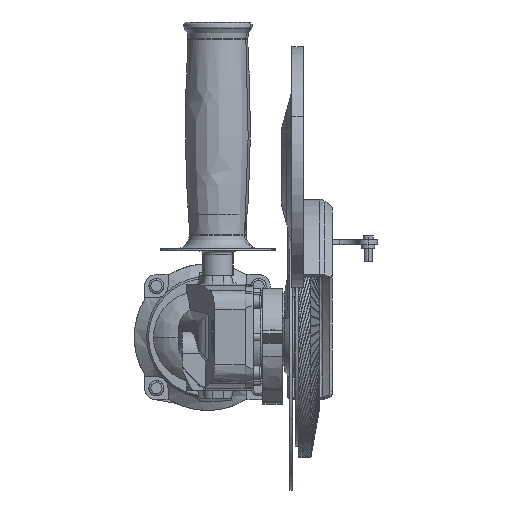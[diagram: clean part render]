
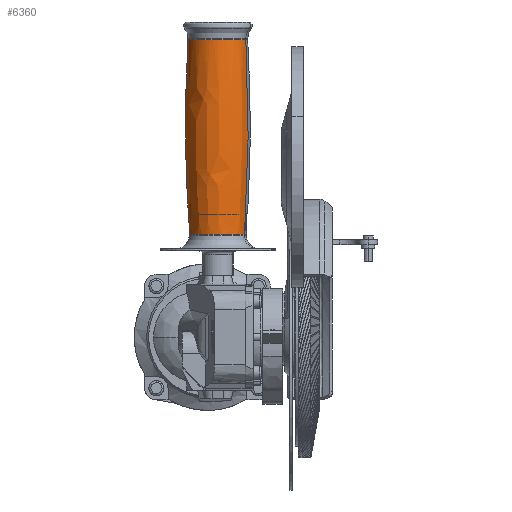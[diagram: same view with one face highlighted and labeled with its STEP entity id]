
A CAD part, left-side view. The second image highlights one B-rep face of the part: STEP entity #6360.
In plain terms, the highlighted free-form (B-spline) face has degree [2, 2] with [5, 3] control points.
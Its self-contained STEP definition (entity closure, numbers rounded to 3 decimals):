
#6196 = VERTEX_POINT('',#6197);
#6197 = CARTESIAN_POINT('',(-4.313,-11.712,
    45.046));
#6204 = VERTEX_POINT('',#6205);
#6205 = CARTESIAN_POINT('',(4.313,11.712,45.046
    ));
#6240 = EDGE_CURVE('',#6241,#6196,#6243,.T.);
#6241 = VERTEX_POINT('',#6242);
#6242 = CARTESIAN_POINT('',(-4.527,-12.293,
    130.51));
#6243 = ( BOUNDED_CURVE() B_SPLINE_CURVE(2,(#6244,#6245,#6246),
.UNSPECIFIED.,.F.,.F.) B_SPLINE_CURVE_WITH_KNOTS((3,3),(6.227,
6.354),.PIECEWISE_BEZIER_KNOTS.) CURVE() 
GEOMETRIC_REPRESENTATION_ITEM() RATIONAL_B_SPLINE_CURVE((1.,
0.998,1.)) REPRESENTATION_ITEM('') );
#6244 = CARTESIAN_POINT('',(-4.527,-12.293,
    130.51));
#6245 = CARTESIAN_POINT('',(-5.365,-14.569,
    87.758));
#6246 = CARTESIAN_POINT('',(-4.313,-11.712,
    45.046));
#6249 = VERTEX_POINT('',#6250);
#6250 = CARTESIAN_POINT('',(4.527,12.293,
    130.51));
#6258 = EDGE_CURVE('',#6249,#6204,#6259,.T.);
#6259 = ( BOUNDED_CURVE() B_SPLINE_CURVE(2,(#6260,#6261,#6262),
.UNSPECIFIED.,.F.,.F.) B_SPLINE_CURVE_WITH_KNOTS((3,3),(6.227,
6.354),.PIECEWISE_BEZIER_KNOTS.) CURVE() 
GEOMETRIC_REPRESENTATION_ITEM() RATIONAL_B_SPLINE_CURVE((1.,
0.998,1.)) REPRESENTATION_ITEM('') );
#6260 = CARTESIAN_POINT('',(4.527,12.293,
    130.51));
#6261 = CARTESIAN_POINT('',(5.365,14.569,
    87.758));
#6262 = CARTESIAN_POINT('',(4.313,11.712,
    45.046));
#6327 = EDGE_CURVE('',#6241,#6249,#6328,.T.);
#6328 = ( BOUNDED_CURVE() B_SPLINE_CURVE(2,(#6329,#6330,#6331,#6332,
#6333),.UNSPECIFIED.,.F.,.F.) B_SPLINE_CURVE_WITH_KNOTS((3,2,3),(0.,
1.571,3.142),.PIECEWISE_BEZIER_KNOTS.) CURVE() 
GEOMETRIC_REPRESENTATION_ITEM() RATIONAL_B_SPLINE_CURVE((1.,
0.707,1.,0.707,1.)) REPRESENTATION_ITEM('') );
#6329 = CARTESIAN_POINT('',(-4.527,-12.293,
    130.51));
#6330 = CARTESIAN_POINT('',(-16.82,-7.766,
    130.51));
#6331 = CARTESIAN_POINT('',(-12.293,4.527,
    130.51));
#6332 = CARTESIAN_POINT('',(-7.766,16.82,
    130.51));
#6333 = CARTESIAN_POINT('',(4.527,12.293,
    130.51));
#6360 = ADVANCED_FACE('',(#6361),#6374,.F.);
#6361 = FACE_BOUND('',#6362,.F.);
#6362 = EDGE_LOOP('',(#6363,#6364,#6372,#6373));
#6363 = ORIENTED_EDGE('',*,*,#6240,.T.);
#6364 = ORIENTED_EDGE('',*,*,#6365,.T.);
#6365 = EDGE_CURVE('',#6196,#6204,#6366,.T.);
#6366 = ( BOUNDED_CURVE() B_SPLINE_CURVE(2,(#6367,#6368,#6369,#6370,
#6371),.UNSPECIFIED.,.F.,.F.) B_SPLINE_CURVE_WITH_KNOTS((3,2,3),(0.,
1.571,3.142),.PIECEWISE_BEZIER_KNOTS.) CURVE() 
GEOMETRIC_REPRESENTATION_ITEM() RATIONAL_B_SPLINE_CURVE((1.,
0.707,1.,0.707,1.)) REPRESENTATION_ITEM('') );
#6367 = CARTESIAN_POINT('',(-4.313,-11.712,
    45.046));
#6368 = CARTESIAN_POINT('',(-16.026,-7.399,
    45.046));
#6369 = CARTESIAN_POINT('',(-11.712,4.313,45.046
    ));
#6370 = CARTESIAN_POINT('',(-7.399,16.026,
    45.046));
#6371 = CARTESIAN_POINT('',(4.313,11.712,45.046
    ));
#6372 = ORIENTED_EDGE('',*,*,#6258,.F.);
#6373 = ORIENTED_EDGE('',*,*,#6327,.F.);
#6374 = ( BOUNDED_SURFACE() B_SPLINE_SURFACE(2,2,(
    (#6375,#6376,#6377)
    ,(#6378,#6379,#6380)
    ,(#6381,#6382,#6383)
    ,(#6384,#6385,#6386)
    ,(#6387,#6388,#6389
)),.UNSPECIFIED.,.F.,.F.,.F.) B_SPLINE_SURFACE_WITH_KNOTS((3,2,3),(3,3),
  (3.142,4.712,6.283),(3.07,
    3.198),.PIECEWISE_BEZIER_KNOTS.) 
GEOMETRIC_REPRESENTATION_ITEM() RATIONAL_B_SPLINE_SURFACE((
    (1.,0.998,1.)
    ,(0.707,0.706,0.707)
    ,(1.,0.998,1.)
    ,(0.707,0.706,0.707)
,(1.,0.998,1.))) REPRESENTATION_ITEM('') SURFACE() );
#6375 = CARTESIAN_POINT('',(-4.313,-11.712,
    45.046));
#6376 = CARTESIAN_POINT('',(-5.365,-14.569,
    87.758));
#6377 = CARTESIAN_POINT('',(-4.527,-12.293,
    130.51));
#6378 = CARTESIAN_POINT('',(-16.026,-7.399,
    45.046));
#6379 = CARTESIAN_POINT('',(-19.934,-9.203,
    87.758));
#6380 = CARTESIAN_POINT('',(-16.82,-7.766,
    130.51));
#6381 = CARTESIAN_POINT('',(-11.712,4.313,45.046
    ));
#6382 = CARTESIAN_POINT('',(-14.569,5.365,
    87.758));
#6383 = CARTESIAN_POINT('',(-12.293,4.527,
    130.51));
#6384 = CARTESIAN_POINT('',(-7.399,16.026,
    45.046));
#6385 = CARTESIAN_POINT('',(-9.203,19.934,
    87.758));
#6386 = CARTESIAN_POINT('',(-7.766,16.82,
    130.51));
#6387 = CARTESIAN_POINT('',(4.313,11.712,45.046
    ));
#6388 = CARTESIAN_POINT('',(5.365,14.569,
    87.758));
#6389 = CARTESIAN_POINT('',(4.527,12.293,
    130.51));
